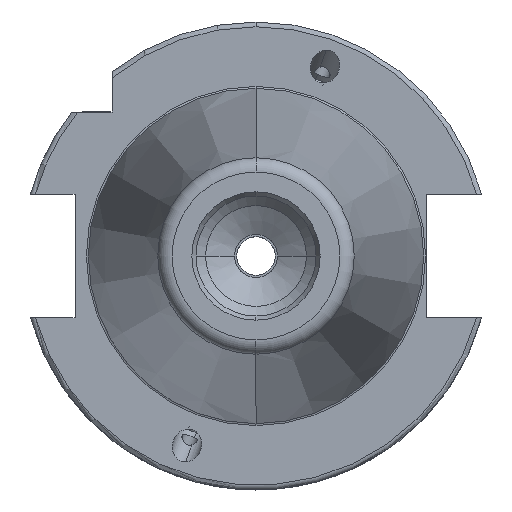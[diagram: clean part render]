
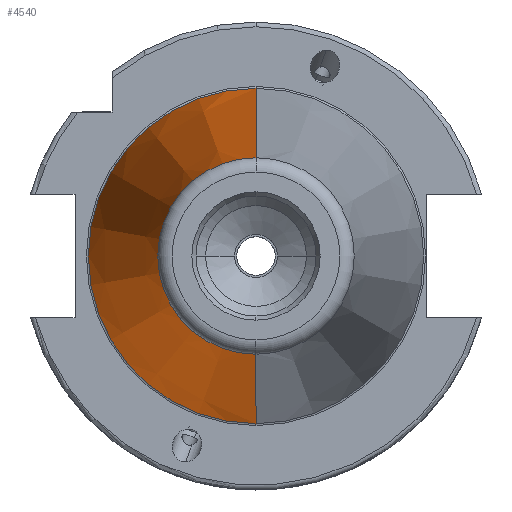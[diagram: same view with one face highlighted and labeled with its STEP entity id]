
A CAD part, left-side view. The second image highlights one B-rep face of the part: STEP entity #4540.
In plain terms, the highlighted conical face has half-angle 8.297 degrees and reference radius 34.925 mm.
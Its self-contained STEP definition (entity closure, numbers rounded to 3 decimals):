
#54 = AXIS2_PLACEMENT_3D ( 'NONE', #9858, #892, #5608 ) ;
#364 = EDGE_CURVE ( 'NONE', #9187, #10154, #9053, .T. ) ;
#519 = CARTESIAN_POINT ( 'NONE',  ( 0., 34.925, 0. ) ) ;
#892 = DIRECTION ( 'NONE',  ( -1., 0., 0. ) ) ;
#996 = VECTOR ( 'NONE', #2673, 1000. ) ;
#1071 = VERTEX_POINT ( 'NONE', #1590 ) ;
#1119 = DIRECTION ( 'NONE',  ( -1., 0., 0. ) ) ;
#1147 = CARTESIAN_POINT ( 'NONE',  ( 0., 0., 0. ) ) ;
#1590 = CARTESIAN_POINT ( 'NONE',  ( 0., -34.925, 0. ) ) ;
#1721 = LINE ( 'NONE', #7355, #4822 ) ;
#1814 = CARTESIAN_POINT ( 'NONE',  ( 0., -34.925, 0. ) ) ;
#1899 = DIRECTION ( 'NONE',  ( 1., 0., 0. ) ) ;
#2446 = CIRCLE ( 'NONE', #54, 34.925 ) ;
#2561 = VERTEX_POINT ( 'NONE', #519 ) ;
#2673 = DIRECTION ( 'NONE',  ( 0.99, -0.144, 0. ) ) ;
#2692 = ORIENTED_EDGE ( 'NONE', *, *, #2930, .F. ) ;
#2930 = EDGE_CURVE ( 'NONE', #10154, #2561, #1721, .T. ) ;
#4111 = EDGE_LOOP ( 'NONE', ( #9929, #9036, #10118, #2692 ) ) ;
#4315 = FACE_OUTER_BOUND ( 'NONE', #4111, .T. ) ;
#4407 = DIRECTION ( 'NONE',  ( 0., 1., 0. ) ) ;
#4540 = ADVANCED_FACE ( 'NONE', ( #4315 ), #9786, .T. ) ;
#4822 = VECTOR ( 'NONE', #8974, 1000. ) ;
#5142 = AXIS2_PLACEMENT_3D ( 'NONE', #1147, #1899, #4407 ) ;
#5295 = CARTESIAN_POINT ( 'NONE',  ( -99.183, 0., 0. ) ) ;
#5373 = EDGE_CURVE ( 'NONE', #9187, #1071, #9378, .T. ) ;
#5608 = DIRECTION ( 'NONE',  ( 0., -1., 0. ) ) ;
#7355 = CARTESIAN_POINT ( 'NONE',  ( 0., 34.925, 0. ) ) ;
#7773 = DIRECTION ( 'NONE',  ( 0., -1., 0. ) ) ;
#8974 = DIRECTION ( 'NONE',  ( 0.99, 0.144, 0. ) ) ;
#9036 = ORIENTED_EDGE ( 'NONE', *, *, #5373, .T. ) ;
#9053 = CIRCLE ( 'NONE', #10075, 20.461 ) ;
#9187 = VERTEX_POINT ( 'NONE', #9191 ) ;
#9191 = CARTESIAN_POINT ( 'NONE',  ( -99.183, -20.461, 0. ) ) ;
#9378 = LINE ( 'NONE', #1814, #996 ) ;
#9786 = CONICAL_SURFACE ( 'NONE', #5142, 34.925, 0.145 ) ;
#9811 = EDGE_CURVE ( 'NONE', #1071, #2561, #2446, .T. ) ;
#9845 = CARTESIAN_POINT ( 'NONE',  ( -99.183, 20.461, 0. ) ) ;
#9858 = CARTESIAN_POINT ( 'NONE',  ( 0., 0., 0. ) ) ;
#9929 = ORIENTED_EDGE ( 'NONE', *, *, #364, .F. ) ;
#10075 = AXIS2_PLACEMENT_3D ( 'NONE', #5295, #1119, #7773 ) ;
#10118 = ORIENTED_EDGE ( 'NONE', *, *, #9811, .T. ) ;
#10154 = VERTEX_POINT ( 'NONE', #9845 ) ;
